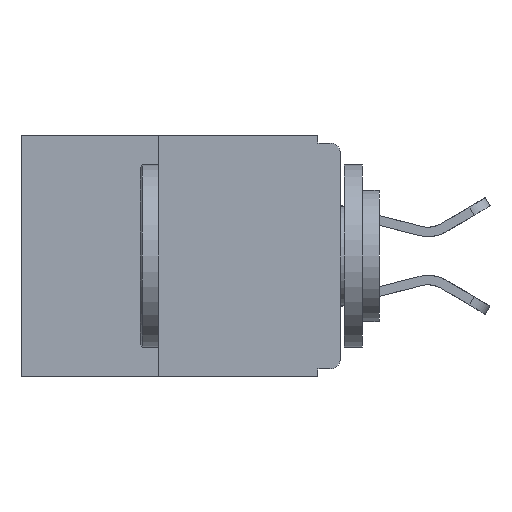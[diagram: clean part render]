
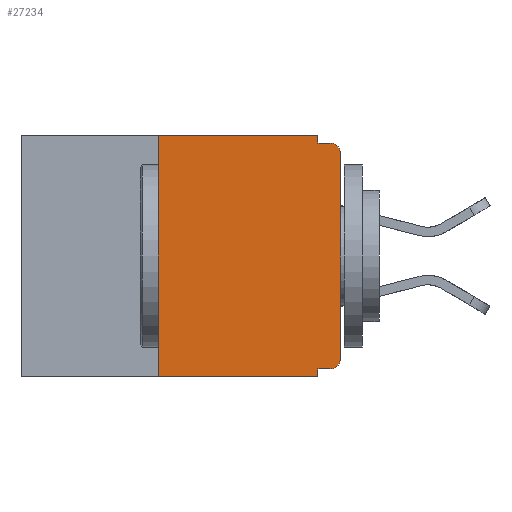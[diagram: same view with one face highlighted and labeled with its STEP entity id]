
A CAD part, left-side view. The second image highlights one B-rep face of the part: STEP entity #27234.
In plain terms, the highlighted planar face has unit normal (-1, 0, 0).
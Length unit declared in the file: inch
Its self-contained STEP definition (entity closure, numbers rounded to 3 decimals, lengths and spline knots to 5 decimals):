
#140 = CIRCLE ( 'NONE', #13943, 0.015 ) ;
#221 = CARTESIAN_POINT ( 'NONE',  ( 0., 0.25, -0.33 ) ) ;
#872 = CARTESIAN_POINT ( 'NONE',  ( 0., 0.031, 0. ) ) ;
#1459 = CARTESIAN_POINT ( 'NONE',  ( 0., 0., -0.32 ) ) ;
#1599 = DIRECTION ( 'NONE',  ( 0., 0., -1. ) ) ;
#1792 = DIRECTION ( 'NONE',  ( -1., 0., 0. ) ) ;
#1950 = VERTEX_POINT ( 'NONE', #10372 ) ;
#2005 = LINE ( 'NONE', #17854, #15710 ) ;
#2099 = DIRECTION ( 'NONE',  ( 0., 1., 0. ) ) ;
#2533 = CARTESIAN_POINT ( 'NONE',  ( 0., 0., -0.01 ) ) ;
#2693 = VECTOR ( 'NONE', #17222, 39.37008 ) ;
#2849 = VECTOR ( 'NONE', #25547, 39.37008 ) ;
#3429 = VERTEX_POINT ( 'NONE', #33459 ) ;
#3556 = LINE ( 'NONE', #872, #2693 ) ;
#3705 = CARTESIAN_POINT ( 'NONE',  ( 0., 0., -0.305 ) ) ;
#4475 = DIRECTION ( 'NONE',  ( 0., 0., -1. ) ) ;
#5614 = LINE ( 'NONE', #20662, #19165 ) ;
#5778 = ORIENTED_EDGE ( 'NONE', *, *, #29219, .T. ) ;
#5947 = VERTEX_POINT ( 'NONE', #24574 ) ;
#5999 = VERTEX_POINT ( 'NONE', #9327 ) ;
#6587 = CARTESIAN_POINT ( 'NONE',  ( 0., 0.437, 0. ) ) ;
#7091 = CARTESIAN_POINT ( 'NONE',  ( 0., 0.437, 0. ) ) ;
#7177 = CARTESIAN_POINT ( 'NONE',  ( 0., 0.015, -0.305 ) ) ;
#7239 = VERTEX_POINT ( 'NONE', #8243 ) ;
#8243 = CARTESIAN_POINT ( 'NONE',  ( 0., 0.031, -0.32 ) ) ;
#8315 = ORIENTED_EDGE ( 'NONE', *, *, #34333, .F. ) ;
#8648 = VECTOR ( 'NONE', #2099, 39.37008 ) ;
#8704 = VECTOR ( 'NONE', #32783, 39.37008 ) ;
#8831 = AXIS2_PLACEMENT_3D ( 'NONE', #7091, #20722, #4475 ) ;
#9327 = CARTESIAN_POINT ( 'NONE',  ( 0., 0., -0.025 ) ) ;
#9901 = DIRECTION ( 'NONE',  ( 0., 0., -1. ) ) ;
#10130 = LINE ( 'NONE', #6587, #2849 ) ;
#10165 = EDGE_CURVE ( 'NONE', #22188, #7239, #30287, .T. ) ;
#10372 = CARTESIAN_POINT ( 'NONE',  ( 0., 0.031, -0.33 ) ) ;
#10836 = ORIENTED_EDGE ( 'NONE', *, *, #20914, .T. ) ;
#11337 = VERTEX_POINT ( 'NONE', #17835 ) ;
#11734 = ORIENTED_EDGE ( 'NONE', *, *, #13454, .T. ) ;
#11859 = VECTOR ( 'NONE', #33334, 39.37008 ) ;
#13330 = VERTEX_POINT ( 'NONE', #3705 ) ;
#13454 = EDGE_CURVE ( 'NONE', #5947, #1950, #2005, .T. ) ;
#13943 = AXIS2_PLACEMENT_3D ( 'NONE', #7177, #26119, #9901 ) ;
#14720 = ORIENTED_EDGE ( 'NONE', *, *, #16279, .F. ) ;
#15710 = VECTOR ( 'NONE', #31328, 39.37008 ) ;
#16279 = EDGE_CURVE ( 'NONE', #17014, #11337, #3556, .T. ) ;
#16788 = LINE ( 'NONE', #221, #8704 ) ;
#17014 = VERTEX_POINT ( 'NONE', #17768 ) ;
#17167 = CARTESIAN_POINT ( 'NONE',  ( 0., 0., 0. ) ) ;
#17222 = DIRECTION ( 'NONE',  ( 0., 0., -1. ) ) ;
#17233 = ORIENTED_EDGE ( 'NONE', *, *, #22433, .F. ) ;
#17681 = ORIENTED_EDGE ( 'NONE', *, *, #10165, .F. ) ;
#17768 = CARTESIAN_POINT ( 'NONE',  ( 0., 0.031, 0. ) ) ;
#17835 = CARTESIAN_POINT ( 'NONE',  ( 0., 0.031, -0.01 ) ) ;
#17854 = CARTESIAN_POINT ( 'NONE',  ( 0., 0.437, -0.33 ) ) ;
#18119 = CARTESIAN_POINT ( 'NONE',  ( 0., 0.015, -0.025 ) ) ;
#18238 = EDGE_CURVE ( 'NONE', #7239, #1950, #5614, .T. ) ;
#18477 = ORIENTED_EDGE ( 'NONE', *, *, #24958, .F. ) ;
#19015 = LINE ( 'NONE', #17167, #11859 ) ;
#19165 = VECTOR ( 'NONE', #1599, 39.37008 ) ;
#20151 = FACE_OUTER_BOUND ( 'NONE', #21062, .T. ) ;
#20662 = CARTESIAN_POINT ( 'NONE',  ( 0., 0.031, -0.33 ) ) ;
#20722 = DIRECTION ( 'NONE',  ( 1., 0., 0. ) ) ;
#20849 = DIRECTION ( 'NONE',  ( 0., 0., -1. ) ) ;
#20914 = EDGE_CURVE ( 'NONE', #5999, #29695, #30063, .T. ) ;
#21062 = EDGE_LOOP ( 'NONE', ( #32826, #10836, #18477, #14720, #8315, #17233, #11734, #29526, #17681, #5778 ) ) ;
#22188 = VERTEX_POINT ( 'NONE', #23819 ) ;
#22433 = EDGE_CURVE ( 'NONE', #5947, #3429, #16788, .T. ) ;
#23313 = PLANE ( 'NONE',  #8831 ) ;
#23819 = CARTESIAN_POINT ( 'NONE',  ( 0., 0.015, -0.32 ) ) ;
#24254 = DIRECTION ( 'NONE',  ( 0., -1., 0. ) ) ;
#24574 = CARTESIAN_POINT ( 'NONE',  ( 0., 0.25, -0.33 ) ) ;
#24958 = EDGE_CURVE ( 'NONE', #11337, #29695, #34958, .T. ) ;
#25547 = DIRECTION ( 'NONE',  ( 0., -1., 0. ) ) ;
#26119 = DIRECTION ( 'NONE',  ( -1., 0., 0. ) ) ;
#27029 = VECTOR ( 'NONE', #24254, 39.37008 ) ;
#27234 = ADVANCED_FACE ( 'NONE', ( #20151 ), #23313, .F. ) ;
#28685 = AXIS2_PLACEMENT_3D ( 'NONE', #18119, #1792, #20849 ) ;
#29219 = EDGE_CURVE ( 'NONE', #22188, #13330, #140, .T. ) ;
#29526 = ORIENTED_EDGE ( 'NONE', *, *, #18238, .F. ) ;
#29695 = VERTEX_POINT ( 'NONE', #33503 ) ;
#30063 = CIRCLE ( 'NONE', #28685, 0.015 ) ;
#30287 = LINE ( 'NONE', #1459, #8648 ) ;
#31328 = DIRECTION ( 'NONE',  ( 0., -1., 0. ) ) ;
#32783 = DIRECTION ( 'NONE',  ( 0., 0., 1. ) ) ;
#32826 = ORIENTED_EDGE ( 'NONE', *, *, #34253, .T. ) ;
#33334 = DIRECTION ( 'NONE',  ( 0., 0., 1. ) ) ;
#33459 = CARTESIAN_POINT ( 'NONE',  ( 0., 0.25, 0. ) ) ;
#33503 = CARTESIAN_POINT ( 'NONE',  ( 0., 0.015, -0.01 ) ) ;
#34253 = EDGE_CURVE ( 'NONE', #13330, #5999, #19015, .T. ) ;
#34333 = EDGE_CURVE ( 'NONE', #3429, #17014, #10130, .T. ) ;
#34958 = LINE ( 'NONE', #2533, #27029 ) ;
